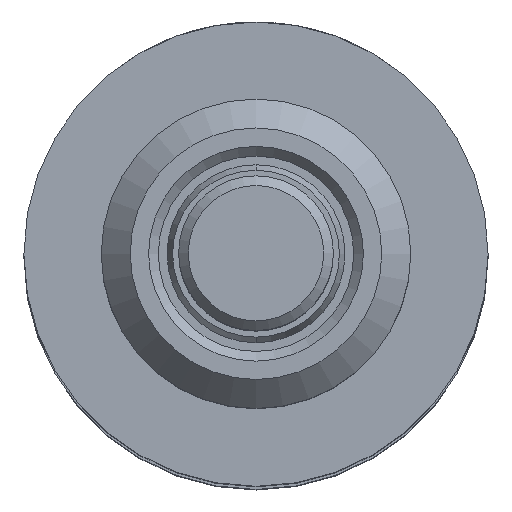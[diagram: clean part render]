
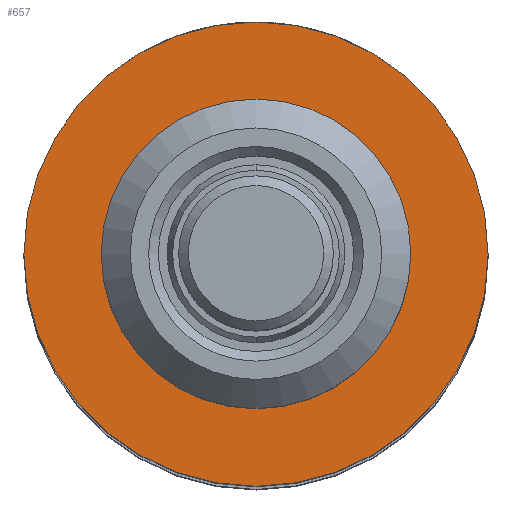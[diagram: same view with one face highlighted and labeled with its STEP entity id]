
A CAD part, top view. The second image highlights one B-rep face of the part: STEP entity #657.
In plain terms, the highlighted planar face has unit normal (0, 0, 1).
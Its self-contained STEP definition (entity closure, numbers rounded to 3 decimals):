
#630=CARTESIAN_POINT('',(22.494,11.848,100.456));
#631=DIRECTION('',(0.0,0.0,-1.0));
#632=DIRECTION('',(0.0,-1.0,0.0));
#633=AXIS2_PLACEMENT_3D('',#630,#631,#632);
#634=PLANE('',#633);
#635=CARTESIAN_POINT('',(22.494,23.848,100.456));
#636=VERTEX_POINT('',#635);
#637=CARTESIAN_POINT('',(22.494,11.848,100.456));
#638=DIRECTION('',(0.0,0.0,-1.0));
#639=DIRECTION('',(0.0,-1.0,0.0));
#640=AXIS2_PLACEMENT_3D('',#637,#638,#639);
#641=CIRCLE('',#640,12.);
#642=EDGE_CURVE('',#636,#636,#641,.T.);
#643=ORIENTED_EDGE('',*,*,#642,.F.);
#644=EDGE_LOOP('',(#643));
#645=FACE_OUTER_BOUND('',#644,.T.);
#646=CARTESIAN_POINT('',(22.494,19.848,100.456));
#647=VERTEX_POINT('',#646);
#648=CARTESIAN_POINT('',(22.494,11.848,100.456));
#649=DIRECTION('',(0.0,0.0,-1.0));
#650=DIRECTION('',(0.0,-1.0,0.0));
#651=AXIS2_PLACEMENT_3D('',#648,#649,#650);
#652=CIRCLE('',#651,8.0);
#653=EDGE_CURVE('',#647,#647,#652,.T.);
#654=ORIENTED_EDGE('',*,*,#653,.T.);
#655=EDGE_LOOP('',(#654));
#656=FACE_BOUND('',#655,.T.);
#657=ADVANCED_FACE('',(#645,#656),#634,.F.);
